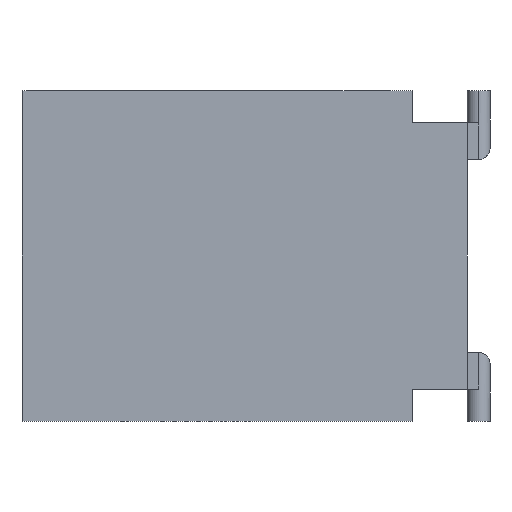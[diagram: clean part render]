
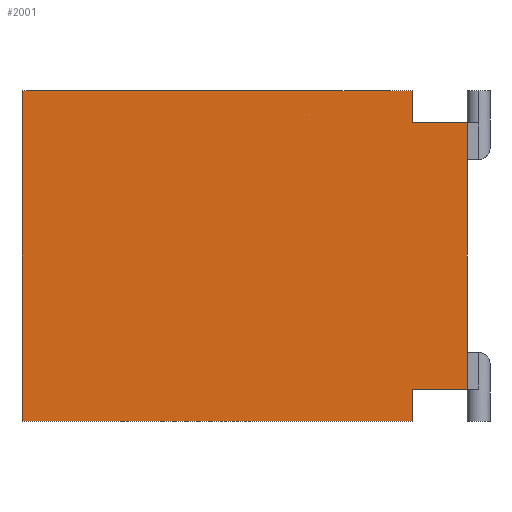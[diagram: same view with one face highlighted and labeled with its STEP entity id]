
A CAD part, left-side view. The second image highlights one B-rep face of the part: STEP entity #2001.
In plain terms, the highlighted planar face has unit normal (-1, 0, 0).
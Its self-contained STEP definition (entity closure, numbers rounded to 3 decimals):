
#182=DIRECTION('',(0.,0.,1.));
#183=VECTOR('',#182,5.8);
#184=CARTESIAN_POINT('',(-4.375,-5.7,-2.9));
#185=LINE('',#184,#183);
#648=DIRECTION('',(0.,1.,0.));
#649=VECTOR('',#648,1.2);
#650=CARTESIAN_POINT('',(-4.375,-5.7,-2.9));
#651=LINE('',#650,#649);
#652=DIRECTION('',(0.,0.,1.));
#653=VECTOR('',#652,0.7);
#654=CARTESIAN_POINT('',(-4.375,-4.5,-3.6));
#655=LINE('',#654,#653);
#656=DIRECTION('',(0.,0.,1.));
#657=VECTOR('',#656,7.2);
#658=CARTESIAN_POINT('',(-4.375,4.,-3.6));
#659=LINE('',#658,#657);
#660=DIRECTION('',(0.,0.,-1.));
#661=VECTOR('',#660,0.7);
#662=CARTESIAN_POINT('',(-4.375,-4.5,3.6));
#663=LINE('',#662,#661);
#664=DIRECTION('',(0.,1.,0.));
#665=VECTOR('',#664,1.2);
#666=CARTESIAN_POINT('',(-4.375,-5.7,2.9));
#667=LINE('',#666,#665);
#684=DIRECTION('',(0.,-1.,0.));
#685=VECTOR('',#684,8.5);
#686=CARTESIAN_POINT('',(-4.375,4.,-3.6));
#687=LINE('',#686,#685);
#744=DIRECTION('',(0.,-1.,0.));
#745=VECTOR('',#744,8.5);
#746=CARTESIAN_POINT('',(-4.375,4.,3.6));
#747=LINE('',#746,#745);
#1001=CARTESIAN_POINT('',(-4.375,4.,-3.6));
#1003=VERTEX_POINT('',#1001);
#1005=CARTESIAN_POINT('',(-4.375,4.,3.6));
#1007=VERTEX_POINT('',#1005);
#1040=CARTESIAN_POINT('',(-4.375,-4.5,-3.6));
#1042=VERTEX_POINT('',#1040);
#1044=CARTESIAN_POINT('',(-4.375,-4.5,3.6));
#1046=VERTEX_POINT('',#1044);
#1048=CARTESIAN_POINT('',(-4.375,-5.7,-2.9));
#1049=CARTESIAN_POINT('',(-4.375,-4.5,-2.9));
#1050=VERTEX_POINT('',#1048);
#1051=VERTEX_POINT('',#1049);
#1052=CARTESIAN_POINT('',(-4.375,-4.5,2.9));
#1053=VERTEX_POINT('',#1052);
#1054=CARTESIAN_POINT('',(-4.375,-5.7,2.9));
#1055=VERTEX_POINT('',#1054);
#1981=CARTESIAN_POINT('',(-4.375,4.,-3.6));
#1982=DIRECTION('',(-1.,0.,0.));
#1983=DIRECTION('',(0.,-1.,0.));
#1984=AXIS2_PLACEMENT_3D('',#1981,#1982,#1983);
#1985=PLANE('',#1984);
#1986=ORIENTED_EDGE('',*,*,#1354,.T.);
#1988=ORIENTED_EDGE('',*,*,#1987,.F.);
#1990=ORIENTED_EDGE('',*,*,#1989,.F.);
#1992=ORIENTED_EDGE('',*,*,#1991,.T.);
#1994=ORIENTED_EDGE('',*,*,#1993,.T.);
#1996=ORIENTED_EDGE('',*,*,#1995,.T.);
#1997=ORIENTED_EDGE('',*,*,#1727,.F.);
#1998=ORIENTED_EDGE('',*,*,#1458,.F.);
#1999=EDGE_LOOP('',(#1986,#1988,#1990,#1992,#1994,#1996,#1997,#1998));
#2000=FACE_OUTER_BOUND('',#1999,.F.);
#1354=EDGE_CURVE('',#1050,#1051,#651,.T.);
#1458=EDGE_CURVE('',#1050,#1055,#185,.T.);
#1727=EDGE_CURVE('',#1055,#1053,#667,.T.);
#1987=EDGE_CURVE('',#1042,#1051,#655,.T.);
#1989=EDGE_CURVE('',#1003,#1042,#687,.T.);
#1991=EDGE_CURVE('',#1003,#1007,#659,.T.);
#1993=EDGE_CURVE('',#1007,#1046,#747,.T.);
#1995=EDGE_CURVE('',#1046,#1053,#663,.T.);
#2001=ADVANCED_FACE('',(#2000),#1985,.T.);
